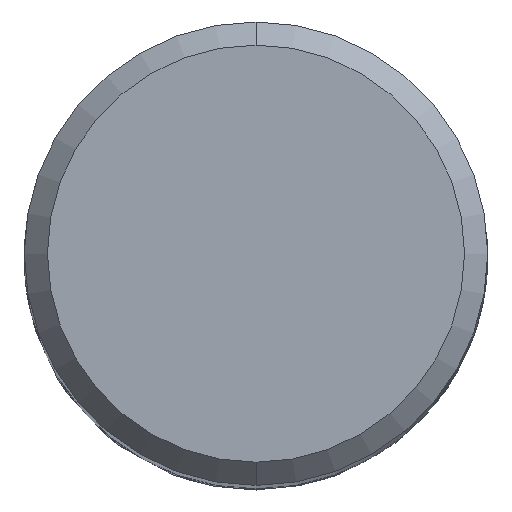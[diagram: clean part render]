
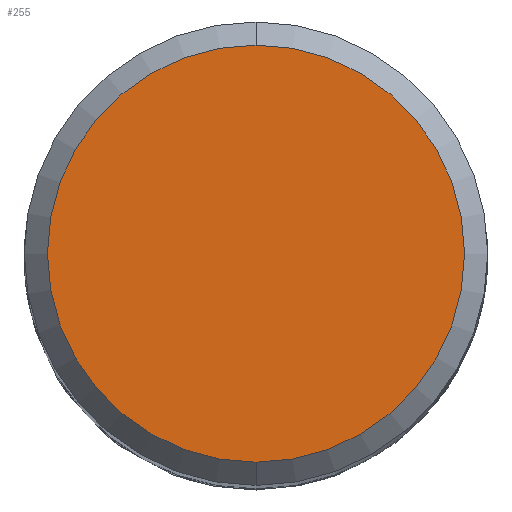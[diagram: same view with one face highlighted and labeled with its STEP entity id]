
A CAD part, top view. The second image highlights one B-rep face of the part: STEP entity #255.
In plain terms, the highlighted planar face has unit normal (0, 0, 1).
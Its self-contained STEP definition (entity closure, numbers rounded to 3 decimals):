
#205=VERTEX_POINT('',#522);
#235=EDGE_CURVE('',#389,#205,#557,.T.);
#255=ADVANCED_FACE('',(#581),#582,.T.);
#283=EDGE_CURVE('',#205,#389,#611,.T.);
#389=VERTEX_POINT('',#728);
#522=CARTESIAN_POINT('',(0.,-5.4,0.0));
#557=CIRCLE('',#1440,5.4);
#581=FACE_OUTER_BOUND('',#1539,.T.);
#582=PLANE('',#1540);
#611=CIRCLE('',#1588,5.4);
#728=CARTESIAN_POINT('',(0.0,5.4,0.0));
#1440=AXIS2_PLACEMENT_3D('',#3187,#3188,#3189);
#1539=EDGE_LOOP('',(#3232,#3233));
#1540=AXIS2_PLACEMENT_3D('',#3234,#3235,#3236);
#1588=AXIS2_PLACEMENT_3D('',#3254,#3255,#3256);
#3187=CARTESIAN_POINT('',(0.0,0.0,0.0));
#3188=DIRECTION('',(0.0,0.0,-1.0));
#3189=DIRECTION('',(0.0,1.0,0.0));
#3232=ORIENTED_EDGE('',*,*,#235,.F.);
#3233=ORIENTED_EDGE('',*,*,#283,.F.);
#3234=CARTESIAN_POINT('',(0.0,2.7,0.0));
#3235=DIRECTION('',(-0.0,0.0,1.0));
#3236=DIRECTION('',(0.0,-1.0,0.0));
#3254=CARTESIAN_POINT('',(0.0,0.0,0.0));
#3255=DIRECTION('',(0.0,0.0,-1.0));
#3256=DIRECTION('',(0.0,1.0,0.0));
